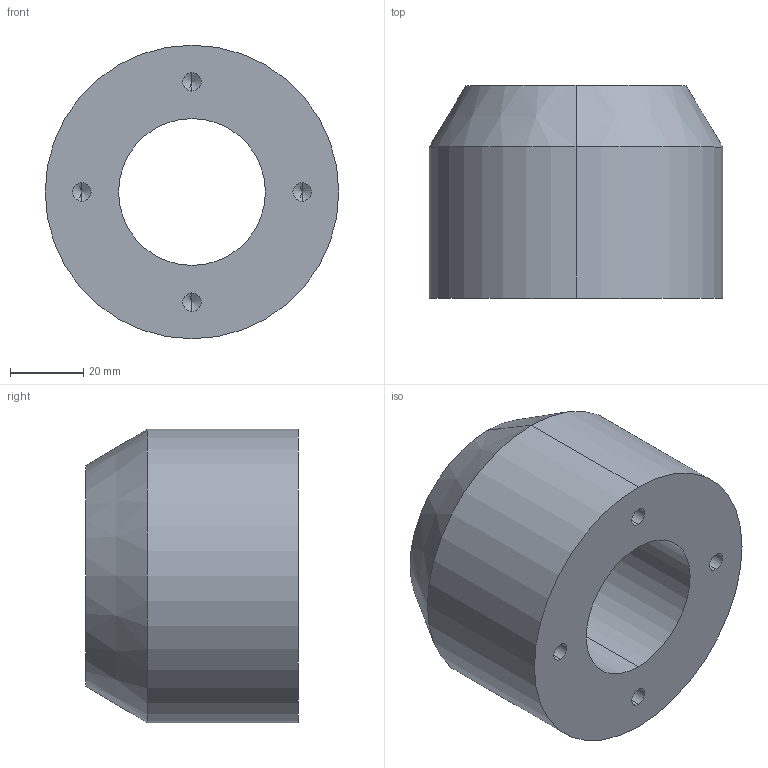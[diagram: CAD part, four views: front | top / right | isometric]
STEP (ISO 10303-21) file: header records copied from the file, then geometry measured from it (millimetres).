
FILE_DESCRIPTION (( 'STEP AP214' ), '1' );
FILE_NAME ('guide_deux_axes.STEP', '2020-12-14T07:31:16', ( '' ), ( '' ), 'SwSTEP 2.0', 'SolidWorks 2014', '' );
FILE_SCHEMA (( 'AUTOMOTIVE_DESIGN' ));
Length unit declared in the file: millimetre
Products named in the file (1): guide_deux_axes
Bounding box: 80 x 57.94 x 80 mm (x, y, z)
Volume: 195878 mm3; surface area: 29848 mm2
Topology: 1 solids, 1 shells, 36 faces, 86 edges, 45 vertices
Faces by surface type: cylinder 18, cone 16, plane 2
Entity records: 1134 total; most frequent: DIRECTION 184, CARTESIAN_POINT 154, ORIENTED_EDGE 144, AXIS2_PLACEMENT_3D 75, EDGE_CURVE 72, EDGE_LOOP 45, VERTEX_POINT 45, CIRCLE 38
